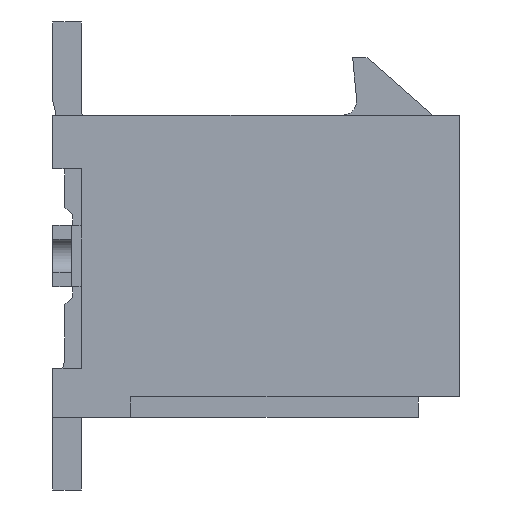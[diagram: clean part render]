
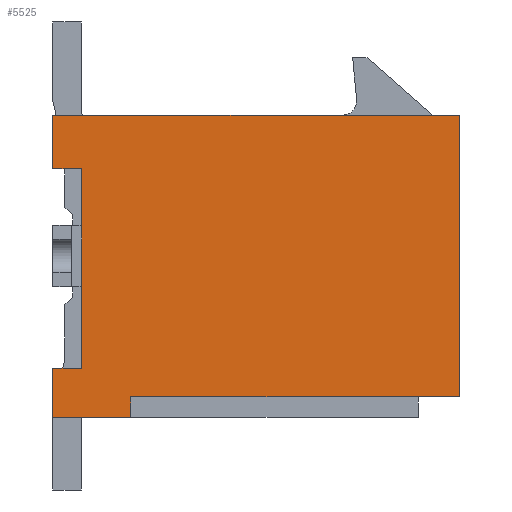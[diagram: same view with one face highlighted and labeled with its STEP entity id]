
A CAD part, left-side view. The second image highlights one B-rep face of the part: STEP entity #5525.
In plain terms, the highlighted planar face has unit normal (-1, 0, 0).
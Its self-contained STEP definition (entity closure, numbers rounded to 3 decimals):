
#675=ORIENTED_EDGE('',*,*,#2114,.F.);
#676=ORIENTED_EDGE('',*,*,#2112,.F.);
#677=ORIENTED_EDGE('',*,*,#2208,.F.);
#678=ORIENTED_EDGE('',*,*,#2209,.F.);
#679=ORIENTED_EDGE('',*,*,#2197,.T.);
#680=ORIENTED_EDGE('',*,*,#1820,.T.);
#681=ORIENTED_EDGE('',*,*,#2210,.T.);
#682=ORIENTED_EDGE('',*,*,#2072,.F.);
#683=ORIENTED_EDGE('',*,*,#2076,.F.);
#684=ORIENTED_EDGE('',*,*,#2014,.F.);
#1820=EDGE_CURVE('',#2630,#2629,#3167,.T.);
#2014=EDGE_CURVE('',#2805,#2806,#3349,.T.);
#2072=EDGE_CURVE('',#2858,#2859,#3407,.T.);
#2076=EDGE_CURVE('',#2806,#2858,#3411,.T.);
#2112=EDGE_CURVE('',#2882,#2876,#3447,.T.);
#2114=EDGE_CURVE('',#2876,#2805,#3448,.T.);
#2197=EDGE_CURVE('',#2943,#2630,#3531,.T.);
#2208=EDGE_CURVE('',#2948,#2882,#3542,.T.);
#2209=EDGE_CURVE('',#2943,#2948,#3543,.T.);
#2210=EDGE_CURVE('',#2629,#2859,#3544,.T.);
#2629=VERTEX_POINT('',#7664);
#2630=VERTEX_POINT('',#7666);
#2805=VERTEX_POINT('',#8062);
#2806=VERTEX_POINT('',#8064);
#2858=VERTEX_POINT('',#8180);
#2859=VERTEX_POINT('',#8182);
#2876=VERTEX_POINT('',#8238);
#2882=VERTEX_POINT('',#8250);
#2943=VERTEX_POINT('',#8405);
#2948=VERTEX_POINT('',#8423);
#3167=LINE('',#7665,#3936);
#3349=LINE('',#8063,#4118);
#3407=LINE('',#8181,#4176);
#3411=LINE('',#8188,#4180);
#3447=LINE('',#8251,#4216);
#3448=LINE('',#8254,#4217);
#3531=LINE('',#8404,#4300);
#3542=LINE('',#8424,#4311);
#3543=LINE('',#8426,#4312);
#3544=LINE('',#8427,#4313);
#3936=VECTOR('',#6188,1000.);
#4118=VECTOR('',#6450,1000.);
#4176=VECTOR('',#6522,1000.);
#4180=VECTOR('',#6528,1000.);
#4216=VECTOR('',#6574,1000.);
#4217=VECTOR('',#6579,1000.);
#4300=VECTOR('',#6676,1000.);
#4311=VECTOR('',#6693,1000.);
#4312=VECTOR('',#6696,1000.);
#4313=VECTOR('',#6697,1000.);
#4713=EDGE_LOOP('',(#675,#676,#677,#678,#679,#680,#681,#682,#683,#684));
#5004=FACE_BOUND('',#4713,.T.);
#5275=PLANE('',#5846);
#5525=ADVANCED_FACE('',(#5004),#5275,.T.);
#5846=AXIS2_PLACEMENT_3D('',#8425,#6694,#6695);
#6188=DIRECTION('',(0.,0.,1.));
#6450=DIRECTION('',(0.,0.,1.));
#6522=DIRECTION('',(0.,0.,1.));
#6528=DIRECTION('',(0.,1.,0.));
#6574=DIRECTION('',(0.,0.,1.));
#6579=DIRECTION('',(0.,-1.,0.));
#6676=DIRECTION('',(0.,-1.,0.));
#6693=DIRECTION('',(0.,1.,0.));
#6694=DIRECTION('',(-1.,0.,0.));
#6695=DIRECTION('',(0.,0.,1.));
#6696=DIRECTION('',(0.,0.,-1.));
#6697=DIRECTION('',(0.,1.,0.));
#7664=CARTESIAN_POINT('',(-7.85,-4.95,3.68));
#7665=CARTESIAN_POINT('',(-7.85,-4.95,-3.68));
#7666=CARTESIAN_POINT('',(-7.85,-4.95,-3.18));
#8062=CARTESIAN_POINT('',(-7.85,4.25,-2.48));
#8063=CARTESIAN_POINT('',(-7.85,4.25,-2.48));
#8064=CARTESIAN_POINT('',(-7.85,4.25,2.37));
#8180=CARTESIAN_POINT('',(-7.85,4.95,2.37));
#8181=CARTESIAN_POINT('',(-7.85,4.95,-3.68));
#8182=CARTESIAN_POINT('',(-7.85,4.95,3.68));
#8188=CARTESIAN_POINT('',(-7.85,4.25,2.37));
#8238=CARTESIAN_POINT('',(-7.85,4.95,-2.48));
#8250=CARTESIAN_POINT('',(-7.85,4.95,-3.68));
#8251=CARTESIAN_POINT('',(-7.85,4.95,-3.68));
#8254=CARTESIAN_POINT('',(-7.85,4.95,-2.48));
#8404=CARTESIAN_POINT('',(-7.85,-4.95,-3.18));
#8405=CARTESIAN_POINT('',(-7.85,3.05,-3.18));
#8423=CARTESIAN_POINT('',(-7.85,3.05,-3.68));
#8424=CARTESIAN_POINT('',(-7.85,-4.95,-3.68));
#8425=CARTESIAN_POINT('',(-7.85,-4.95,-3.68));
#8426=CARTESIAN_POINT('',(-7.85,3.05,-3.18));
#8427=CARTESIAN_POINT('',(-7.85,-4.95,3.68));
